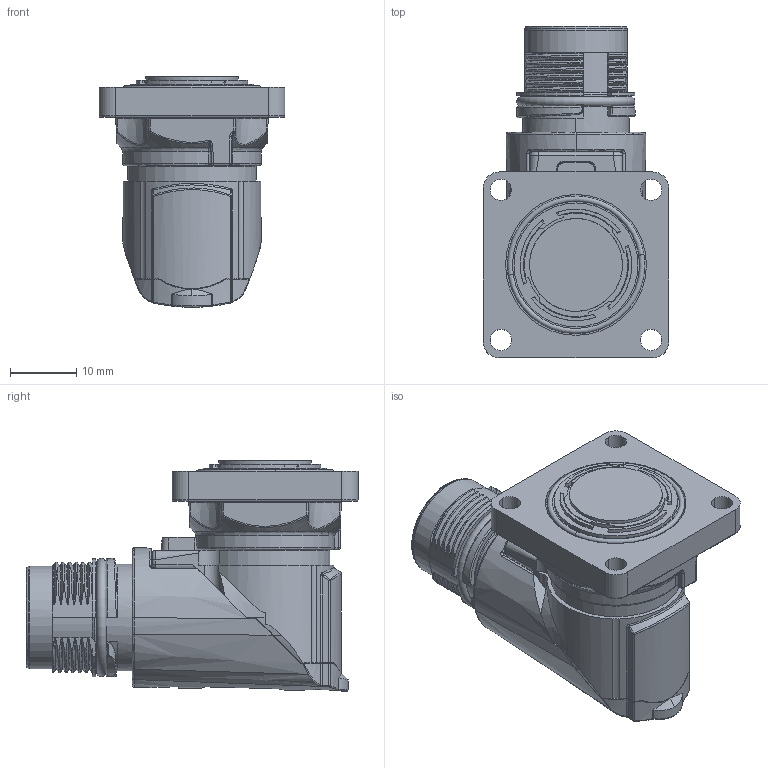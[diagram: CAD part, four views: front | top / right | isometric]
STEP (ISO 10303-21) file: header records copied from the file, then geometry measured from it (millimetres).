
FILE_DESCRIPTION(/* description */ (''),/* implementation_level */ '2;1');
FILE_NAME(/* name */ '0000.stp',/* time_stamp */ '2023-12-15T15:29:54+08:00',/* author */ (''),/* organization */ (''),/* preprocessor_version */ 'ST-DEVELOPER v18.1',/* originating_system */ 'SIEMENS PLM Software NX 1980',/* authorisation */ '');
FILE_SCHEMA (('AUTOMOTIVE_DESIGN { 1 0 10303 214 3 1 1 1 }'));
Products named in the file (1): 0000
Bounding box: 28 x 50 x 34.7 mm (x, y, z)
Volume: 19542.1 mm3; surface area: 8549.2 mm2
Topology: 1 solids, 3 shells, 1273 faces, 3383 edges, 2165 vertices
Faces by surface type: cylinder 504, plane 436, torus 125, cone 110, bspline 59, sphere 25, extrusion 14
Full cylindrical faces by diameter (mm): 5.6 x1, 13.25 x1, 13.7 x1, 13.983 x1, 15.5 x1, 18.661 x1
Entity records: 48152 total; most frequent: CARTESIAN_POINT 17958, ORIENTED_EDGE 6708, DIRECTION 4826, EDGE_CURVE 3354, VERTEX_POINT 2157, AXIS2_PLACEMENT_3D 1891, B_SPLINE_CURVE_WITH_KNOTS 1631, EDGE_LOOP 1367
